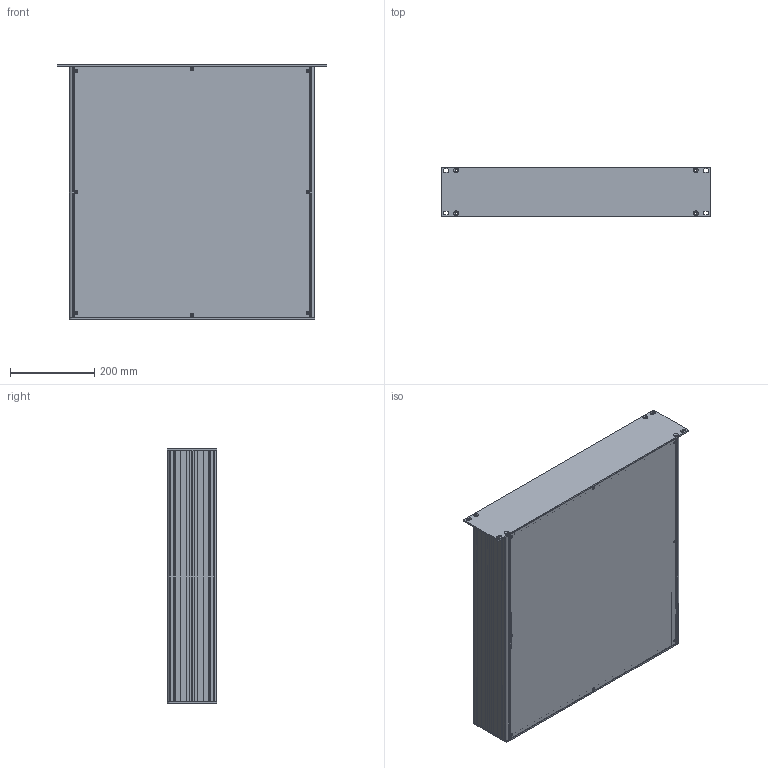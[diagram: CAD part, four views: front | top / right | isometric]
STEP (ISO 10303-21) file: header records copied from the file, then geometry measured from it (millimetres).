
FILE_DESCRIPTION(('FreeCAD Model'),'2;1');
FILE_NAME('Open CASCADE Shape Model','2025-04-29T18:34:28',('FreeCAD'),( 'FreeCAD'),'Open CASCADE STEP processor 7.6','FreeCAD','Unknown');
FILE_SCHEMA(('AUTOMOTIVE_DESIGN { 1 0 10303 214 1 1 1 1 }'));
Products named in the file (1): Open CASCADE STEP translator 7.6 1
Bounding box: 637.42 x 116.36 x 602.29 mm (x, y, z)
Volume: 2591591.4 mm3; surface area: 2256083.1 mm2
Topology: 6 solids, 6 shells, 1382 faces, 4090 edges, 2720 vertices
Faces by surface type: bspline 1382
Entity records: 43758 total; most frequent: CARTESIAN_POINT 20621, ORIENTED_EDGE 8180, EDGE_CURVE 4090, B_SPLINE_CURVE_WITH_KNOTS 2798, VERTEX_POINT 2720, FACE_BOUND 1606, EDGE_LOOP 1606, ADVANCED_FACE 1382
